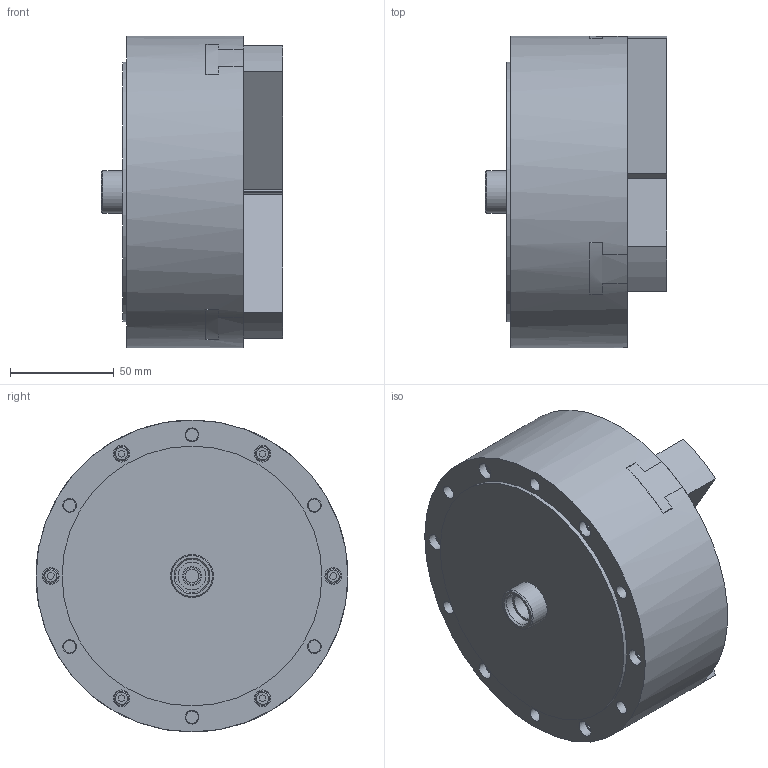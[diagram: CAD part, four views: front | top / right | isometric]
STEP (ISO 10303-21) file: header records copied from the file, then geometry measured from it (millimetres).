
FILE_DESCRIPTION(/* description */ ('Unknown'),/* implementation_level */ '2;1');
FILE_NAME(/* name */ 'KPC63C100-Solid',/* time_stamp */ '2019-08-16T08:59:18+01:00',/* author */ ('Unknown'),/* organization */ ('Unknown'),/* preprocessor_version */ 'ST-DEVELOPER v16.7',/* originating_system */ 'DEX',/* authorisation */ $);
FILE_SCHEMA (('AUTOMOTIVE_DESIGN {1 0 10303 214 3 1 1}'));
Length unit declared in the file: millimetre
Products named in the file (1): KPC63C100
Bounding box: 87.4 x 150 x 150 mm (x, y, z)
Volume: 1089346.9 mm3; surface area: 122465.2 mm2
Topology: 1 solids, 34 shells, 815 faces, 1861 edges, 1221 vertices
Faces by surface type: plane 520, cylinder 209, cone 79, torus 7
Full cylindrical faces by diameter (mm): 2.5 x6, 2.693 x3, 3 x18, 3.3 x6, 4 x12, 4.5 x6, 5 x24, 5.5 x12, 6 x9, 6.3 x3, 6.4 x1, 6.6 x6, 7 x6, 7.96 x2, 8 x6, 8.5 x12, 9 x1, 10 x18, 10.72 x1, 11 x6, 12 x1, 12.32 x1, 13.376 x1, 14.94 x3, 15.4 x1, 16 x4, 17 x1, 17.7 x1, 19 x2, 20.6 x1
Entity records: 21017 total; most frequent: DIRECTION 3679, CARTESIAN_POINT 3541, ORIENTED_EDGE 3040, EDGE_CURVE 1520, AXIS2_PLACEMENT_3D 1361, FACE_BOUND 1259, EDGE_LOOP 1247, VERTEX_POINT 1151
